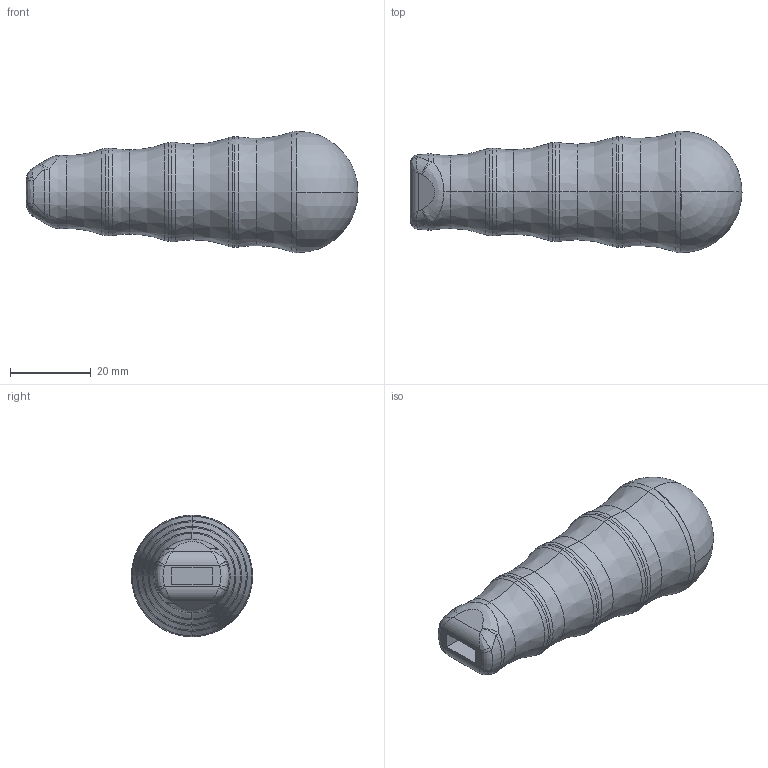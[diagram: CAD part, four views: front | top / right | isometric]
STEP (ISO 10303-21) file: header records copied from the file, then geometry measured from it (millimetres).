
FILE_DESCRIPTION((''),'2;1');
FILE_NAME('800 114-E1.stp','2005-09-28T11:48:36',('Kysilko'),(''),'Autodesk Inventor 8','Autodesk Inventor 8','');
FILE_SCHEMA(('AUTOMOTIVE_DESIGN { 1 0 10303 214 1 1 1 1 }'));
Length unit declared in the file: millimetre
Products named in the file (1): Part16
Bounding box: 82 x 30 x 30 mm (x, y, z)
Volume: 31921.6 mm3; surface area: 8633.1 mm2
Topology: 1 solids, 1 shells, 82 faces, 184 edges, 95 vertices
Faces by surface type: bspline 48, cone 14, sphere 10, plane 8, cylinder 2
Entity records: 7866 total; most frequent: CARTESIAN_POINT 6247, ORIENTED_EDGE 348, DIRECTION 330, EDGE_CURVE 174, AXIS2_PLACEMENT_3D 151, CIRCLE 116, VERTEX_POINT 95, EDGE_LOOP 83
